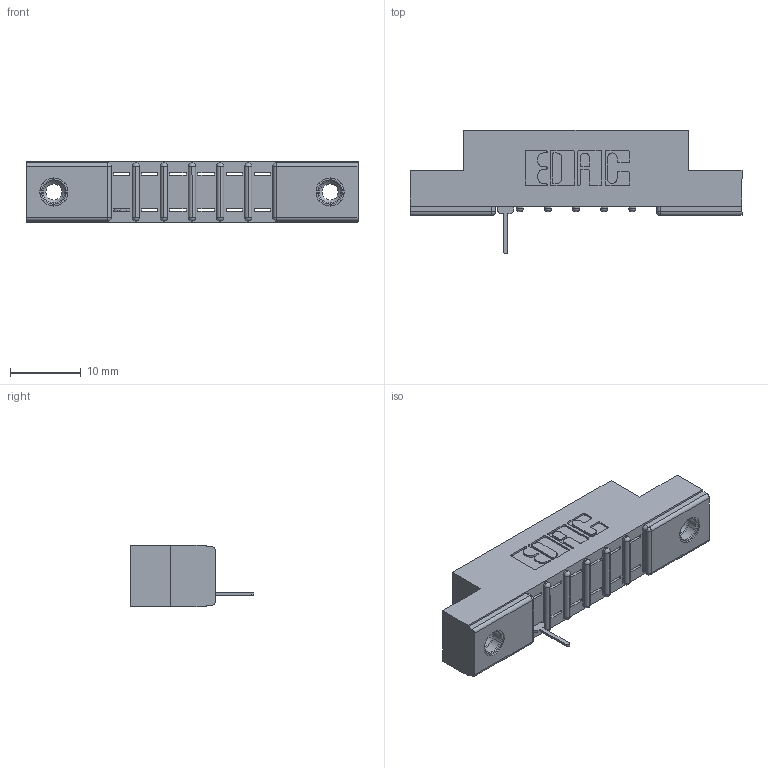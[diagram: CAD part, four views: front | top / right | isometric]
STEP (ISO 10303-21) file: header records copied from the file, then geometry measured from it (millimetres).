
FILE_DESCRIPTION (( 'STEP AP203' ), '1' );
FILE_NAME ('307-006-531-108.STEP', '2018-08-02T18:51:23', ( '' ), ( '' ), 'SwSTEP 2.0', 'SolidWorks 2016', '' );
FILE_SCHEMA (( 'CONFIG_CONTROL_DESIGN' ));
Length unit declared in the file: inch
Products named in the file (4): 307 Part_.156 Dia Mounting Holes; 307-290-001_531; 345-250-001_345-250-003-102; 307-006-531-108
Assembly tree (4 placements, depth 2):
  307-006-531-108
    307 Part_.156 Dia Mounting Holes
    307-290-001_531
    345-250-001_345-250-003-102  x2
Bounding box: 46.79 x 17.42 x 8.71 mm (x, y, z)
Volume: 2912.9 mm3; surface area: 3489.8 mm2
Topology: 4 solids, 4 shells, 341 faces, 941 edges, 598 vertices
Faces by surface type: plane 199, cylinder 112, sphere 14, cone 12, torus 4
Entity records: 10575 total; most frequent: CARTESIAN_POINT 1770, ORIENTED_EDGE 1754, DIRECTION 1747, EDGE_CURVE 877, VECTOR 657, LINE 657, VERTEX_POINT 568, AXIS2_PLACEMENT_3D 545
